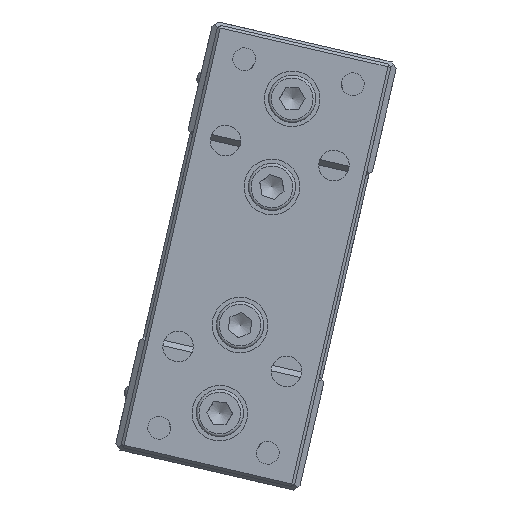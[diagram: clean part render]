
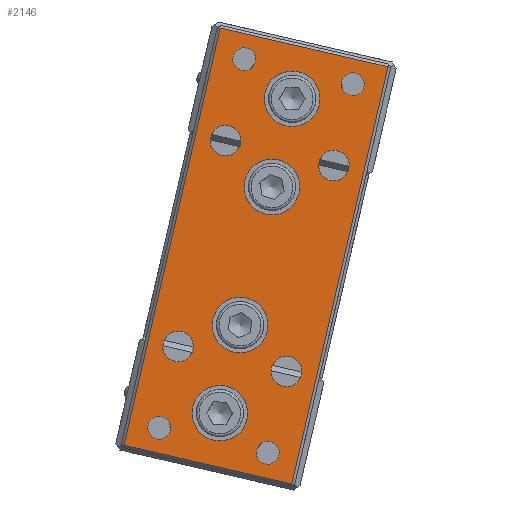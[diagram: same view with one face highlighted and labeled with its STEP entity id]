
A CAD part, left-side view. The second image highlights one B-rep face of the part: STEP entity #2146.
In plain terms, the highlighted planar face has unit normal (-1, 0, 0).
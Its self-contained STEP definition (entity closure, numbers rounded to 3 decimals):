
#1975=CARTESIAN_POINT('',(-33.,-43.072,174.955));
#1976=DIRECTION('',(1.0,0.,0.));
#1977=DIRECTION('',(0.,0.,-1.0));
#1978=AXIS2_PLACEMENT_3D('',#1975,#1976,#1977);
#1979=PLANE('',#1978);
#1980=CARTESIAN_POINT('',(-33.,-36.613,215.952));
#1981=VERTEX_POINT('',#1980);
#1982=CARTESIAN_POINT('',(-33.,-66.821,208.992));
#1983=VERTEX_POINT('',#1982);
#1984=CARTESIAN_POINT('',(-33.,-36.613,215.952));
#1985=DIRECTION('',(0.,-0.974,-0.225));
#1986=VECTOR('',#1985,31.);
#1987=LINE('',#1984,#1986);
#1988=EDGE_CURVE('',#1981,#1983,#1987,.T.);
#1989=ORIENTED_EDGE('',*,*,#1988,.F.);
#1990=CARTESIAN_POINT('',(-33.,-19.323,140.918));
#1991=VERTEX_POINT('',#1990);
#1992=CARTESIAN_POINT('',(-33.,-19.323,140.918));
#1993=DIRECTION('',(0.,-0.225,0.974));
#1994=VECTOR('',#1993,77.);
#1995=LINE('',#1992,#1994);
#1996=EDGE_CURVE('',#1991,#1981,#1995,.T.);
#1997=ORIENTED_EDGE('',*,*,#1996,.F.);
#1998=CARTESIAN_POINT('',(-33.,-49.532,133.958));
#1999=VERTEX_POINT('',#1998);
#2000=CARTESIAN_POINT('',(-33.,-49.532,133.958));
#2001=DIRECTION('',(0.,0.974,0.225));
#2002=VECTOR('',#2001,31.);
#2003=LINE('',#2000,#2002);
#2004=EDGE_CURVE('',#1999,#1991,#2003,.T.);
#2005=ORIENTED_EDGE('',*,*,#2004,.F.);
#2006=CARTESIAN_POINT('',(-33.,-66.821,208.992));
#2007=DIRECTION('',(0.,0.225,-0.974));
#2008=VECTOR('',#2007,77.0);
#2009=LINE('',#2006,#2008);
#2010=EDGE_CURVE('',#1983,#1999,#2009,.T.);
#2011=ORIENTED_EDGE('',*,*,#2010,.F.);
#2012=EDGE_LOOP('',(#1989,#1997,#2005,#2011));
#2013=FACE_OUTER_BOUND('',#2012,.T.);
#2014=CARTESIAN_POINT('',(-33.,-31.688,147.818));
#2015=VERTEX_POINT('',#2014);
#2016=CARTESIAN_POINT('',(-33.,-36.561,146.696));
#2017=DIRECTION('',(1.0,0.,0.));
#2018=DIRECTION('',(0.,-0.974,-0.225));
#2019=AXIS2_PLACEMENT_3D('',#2016,#2017,#2018);
#2020=CIRCLE('',#2019,5.0);
#2021=EDGE_CURVE('',#2015,#2015,#2020,.T.);
#2022=ORIENTED_EDGE('',*,*,#2021,.T.);
#2023=EDGE_LOOP('',(#2022));
#2024=FACE_BOUND('',#2023,.T.);
#2025=CARTESIAN_POINT('',(-33.,-44.712,204.337));
#2026=VERTEX_POINT('',#2025);
#2027=CARTESIAN_POINT('',(-33.,-49.584,203.214));
#2028=DIRECTION('',(1.0,0.,0.));
#2029=DIRECTION('',(0.,-0.974,-0.225));
#2030=AXIS2_PLACEMENT_3D('',#2027,#2028,#2029);
#2031=CIRCLE('',#2030,5.0);
#2032=EDGE_CURVE('',#2026,#2026,#2031,.T.);
#2033=ORIENTED_EDGE('',*,*,#2032,.T.);
#2034=EDGE_LOOP('',(#2033));
#2035=FACE_BOUND('',#2034,.T.);
#2036=CARTESIAN_POINT('',(-33.,-23.679,144.533));
#2037=VERTEX_POINT('',#2036);
#2038=CARTESIAN_POINT('',(-33.,-25.693,144.069));
#2039=DIRECTION('',(1.0,0.,0.));
#2040=DIRECTION('',(0.,-0.974,-0.225));
#2041=AXIS2_PLACEMENT_3D('',#2038,#2039,#2040);
#2042=CIRCLE('',#2041,2.067);
#2043=EDGE_CURVE('',#2037,#2037,#2042,.T.);
#2044=ORIENTED_EDGE('',*,*,#2043,.T.);
#2045=EDGE_LOOP('',(#2044));
#2046=FACE_BOUND('',#2045,.T.);
#2047=CARTESIAN_POINT('',(-33.,-43.168,140.042));
#2048=VERTEX_POINT('',#2047);
#2049=CARTESIAN_POINT('',(-33.,-45.183,139.578));
#2050=DIRECTION('',(1.0,0.,0.));
#2051=DIRECTION('',(0.,-0.974,-0.225));
#2052=AXIS2_PLACEMENT_3D('',#2049,#2050,#2051);
#2053=CIRCLE('',#2052,2.067);
#2054=EDGE_CURVE('',#2048,#2048,#2053,.T.);
#2055=ORIENTED_EDGE('',*,*,#2054,.T.);
#2056=EDGE_LOOP('',(#2055));
#2057=FACE_BOUND('',#2056,.T.);
#2058=CARTESIAN_POINT('',(-33.,-38.948,210.796));
#2059=VERTEX_POINT('',#2058);
#2060=CARTESIAN_POINT('',(-33.,-40.962,210.332));
#2061=DIRECTION('',(1.0,0.,0.));
#2062=DIRECTION('',(0.,-0.974,-0.225));
#2063=AXIS2_PLACEMENT_3D('',#2060,#2061,#2062);
#2064=CIRCLE('',#2063,2.067);
#2065=EDGE_CURVE('',#2059,#2059,#2064,.T.);
#2066=ORIENTED_EDGE('',*,*,#2065,.T.);
#2067=EDGE_LOOP('',(#2066));
#2068=FACE_BOUND('',#2067,.T.);
#2069=CARTESIAN_POINT('',(-33.,-58.437,206.306));
#2070=VERTEX_POINT('',#2069);
#2071=CARTESIAN_POINT('',(-33.,-60.451,205.841));
#2072=DIRECTION('',(1.0,0.,0.));
#2073=DIRECTION('',(0.,-0.974,-0.225));
#2074=AXIS2_PLACEMENT_3D('',#2071,#2072,#2073);
#2075=CIRCLE('',#2074,2.067);
#2076=EDGE_CURVE('',#2070,#2070,#2075,.T.);
#2077=ORIENTED_EDGE('',*,*,#2076,.T.);
#2078=EDGE_LOOP('',(#2077));
#2079=FACE_BOUND('',#2078,.T.);
#2080=CARTESIAN_POINT('',(-33.,-35.337,163.653));
#2081=VERTEX_POINT('',#2080);
#2082=CARTESIAN_POINT('',(-33.,-40.209,162.531));
#2083=DIRECTION('',(1.0,0.,0.));
#2084=DIRECTION('',(0.,-0.974,-0.225));
#2085=AXIS2_PLACEMENT_3D('',#2082,#2083,#2084);
#2086=CIRCLE('',#2085,5.0);
#2087=EDGE_CURVE('',#2081,#2081,#2086,.T.);
#2088=ORIENTED_EDGE('',*,*,#2087,.T.);
#2089=EDGE_LOOP('',(#2088));
#2090=FACE_BOUND('',#2089,.T.);
#2091=CARTESIAN_POINT('',(-33.,-41.063,188.502));
#2092=VERTEX_POINT('',#2091);
#2093=CARTESIAN_POINT('',(-33.,-45.935,187.379));
#2094=DIRECTION('',(1.0,0.,0.));
#2095=DIRECTION('',(0.,-0.974,-0.225));
#2096=AXIS2_PLACEMENT_3D('',#2093,#2094,#2095);
#2097=CIRCLE('',#2096,5.0);
#2098=EDGE_CURVE('',#2092,#2092,#2097,.T.);
#2099=ORIENTED_EDGE('',*,*,#2098,.T.);
#2100=EDGE_LOOP('',(#2099));
#2101=FACE_BOUND('',#2100,.T.);
#2102=CARTESIAN_POINT('',(-33.,-40.274,195.098));
#2103=VERTEX_POINT('',#2102);
#2104=CARTESIAN_POINT('',(-33.,-37.594,195.715));
#2105=DIRECTION('',(1.0,0.,0.));
#2106=DIRECTION('',(0.,0.974,0.225));
#2107=AXIS2_PLACEMENT_3D('',#2104,#2105,#2106);
#2108=CIRCLE('',#2107,2.75);
#2109=EDGE_CURVE('',#2103,#2103,#2108,.T.);
#2110=ORIENTED_EDGE('',*,*,#2109,.T.);
#2111=EDGE_LOOP('',(#2110));
#2112=FACE_BOUND('',#2111,.T.);
#2113=CARTESIAN_POINT('',(-33.,-59.763,190.607));
#2114=VERTEX_POINT('',#2113);
#2115=CARTESIAN_POINT('',(-33.,-57.083,191.224));
#2116=DIRECTION('',(1.0,0.,0.));
#2117=DIRECTION('',(0.,0.974,0.225));
#2118=AXIS2_PLACEMENT_3D('',#2115,#2116,#2117);
#2119=CIRCLE('',#2118,2.75);
#2120=EDGE_CURVE('',#2114,#2114,#2119,.T.);
#2121=ORIENTED_EDGE('',*,*,#2120,.T.);
#2122=EDGE_LOOP('',(#2121));
#2123=FACE_BOUND('',#2122,.T.);
#2124=CARTESIAN_POINT('',(-33.,-31.741,158.068));
#2125=VERTEX_POINT('',#2124);
#2126=CARTESIAN_POINT('',(-33.,-29.061,158.686));
#2127=DIRECTION('',(1.0,0.,0.));
#2128=DIRECTION('',(0.,0.974,0.225));
#2129=AXIS2_PLACEMENT_3D('',#2126,#2127,#2128);
#2130=CIRCLE('',#2129,2.75);
#2131=EDGE_CURVE('',#2125,#2125,#2130,.T.);
#2132=ORIENTED_EDGE('',*,*,#2131,.T.);
#2133=EDGE_LOOP('',(#2132));
#2134=FACE_BOUND('',#2133,.T.);
#2135=CARTESIAN_POINT('',(-33.,-51.23,153.577));
#2136=VERTEX_POINT('',#2135);
#2137=CARTESIAN_POINT('',(-33.,-48.551,154.195));
#2138=DIRECTION('',(1.0,0.,0.));
#2139=DIRECTION('',(0.,0.974,0.225));
#2140=AXIS2_PLACEMENT_3D('',#2137,#2138,#2139);
#2141=CIRCLE('',#2140,2.75);
#2142=EDGE_CURVE('',#2136,#2136,#2141,.T.);
#2143=ORIENTED_EDGE('',*,*,#2142,.T.);
#2144=EDGE_LOOP('',(#2143));
#2145=FACE_BOUND('',#2144,.T.);
#2146=ADVANCED_FACE('',(#2013,#2024,#2035,#2046,#2057,#2068,#2079,#2090,#2101,#2112,#2123,#2134,#2145),#1979,.F.);
